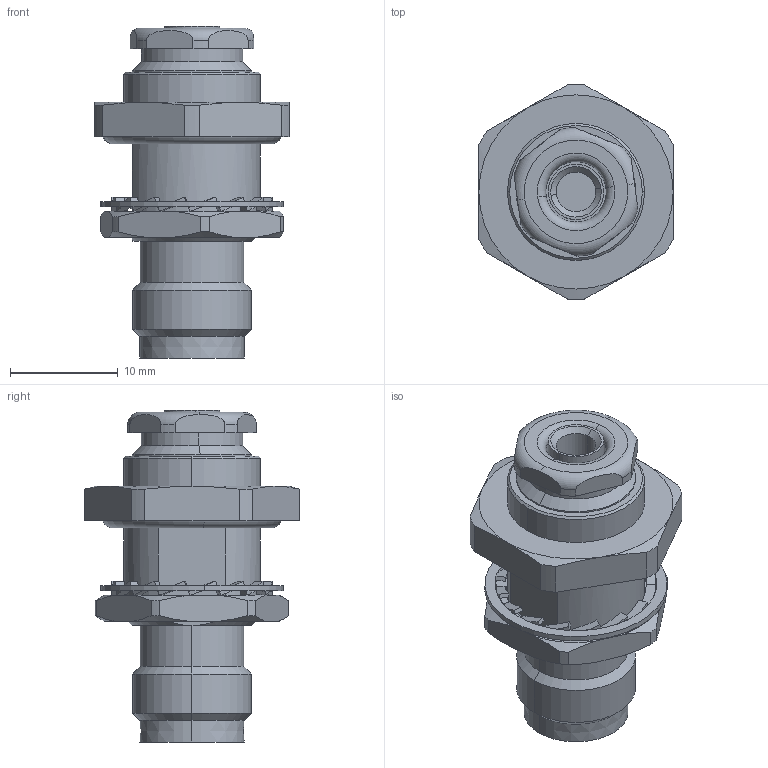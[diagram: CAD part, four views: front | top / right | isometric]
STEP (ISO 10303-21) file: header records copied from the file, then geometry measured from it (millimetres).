
FILE_DESCRIPTION (( 'STEP AP203' ), '1' );
FILE_NAME ('R143.337.000P.STEP', '2015-01-20T09:58:22', ( '' ), ( '' ), 'SwSTEP 2.0', 'SolidWorks 2014', '' );
FILE_SCHEMA (( 'CONFIG_CONTROL_DESIGN' ));
Length unit declared in the file: metre
Products named in the file (1): R143.337.000P
Bounding box: 18 x 19.99 x 30.77 mm (x, y, z)
Volume: 3524.5 mm3; surface area: 2895.1 mm2
Topology: 1 solids, 1 shells, 304 faces, 817 edges, 530 vertices
Faces by surface type: plane 133, cylinder 105, cone 58, torus 8
Entity records: 10154 total; most frequent: CARTESIAN_POINT 2490, ORIENTED_EDGE 1634, DIRECTION 1567, EDGE_CURVE 817, AXIS2_PLACEMENT_3D 611, VERTEX_POINT 530, EDGE_LOOP 353, LINE 345
